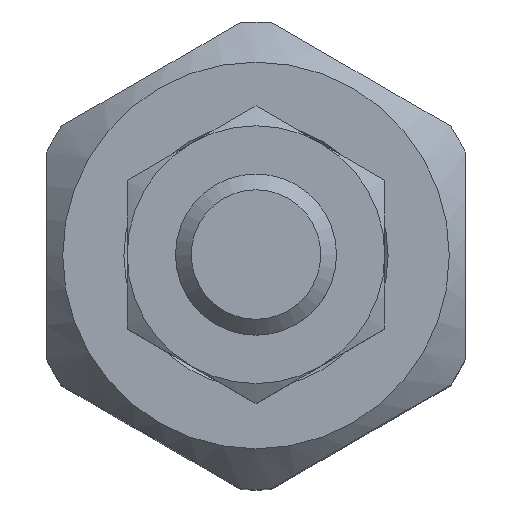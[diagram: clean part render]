
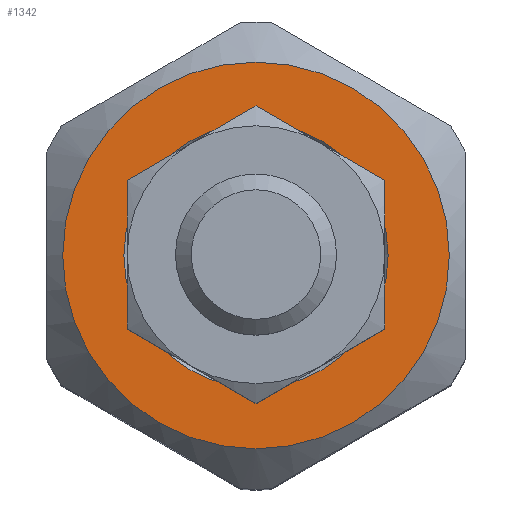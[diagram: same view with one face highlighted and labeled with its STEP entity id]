
A CAD part, top view. The second image highlights one B-rep face of the part: STEP entity #1342.
In plain terms, the highlighted planar face has unit normal (0, 0, 1).
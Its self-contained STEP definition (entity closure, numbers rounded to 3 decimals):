
#33=PLANE('',#1512);
#434=ORIENTED_EDGE('',*,*,#694,.F.);
#435=ORIENTED_EDGE('',*,*,#787,.T.);
#694=EDGE_CURVE('',#884,#884,#994,.T.);
#787=EDGE_CURVE('',#935,#935,#1027,.T.);
#884=VERTEX_POINT('',#2099);
#935=VERTEX_POINT('',#2384);
#994=CIRCLE('',#1445,6.);
#1027=CIRCLE('',#1511,4.1);
#1099=EDGE_LOOP('',(#434));
#1100=EDGE_LOOP('',(#435));
#1213=FACE_BOUND('',#1099,.T.);
#1214=FACE_BOUND('',#1100,.T.);
#1342=ADVANCED_FACE('',(#1213,#1214),#33,.F.);
#1445=AXIS2_PLACEMENT_3D('',#2098,#1652,#1653);
#1511=AXIS2_PLACEMENT_3D('',#2383,#1808,#1809);
#1512=AXIS2_PLACEMENT_3D('',#2385,#1810,#1811);
#1652=DIRECTION('',(0.,0.,-1.));
#1653=DIRECTION('',(-1.,0.,0.));
#1808=DIRECTION('',(0.,0.,-1.));
#1809=DIRECTION('',(-1.,0.,0.));
#1810=DIRECTION('',(0.,0.,-1.));
#1811=DIRECTION('',(-1.,0.,0.));
#2098=CARTESIAN_POINT('',(0.,0.,-3.1));
#2099=CARTESIAN_POINT('',(-6.,0.,-3.1));
#2383=CARTESIAN_POINT('',(0.,0.,-3.1));
#2384=CARTESIAN_POINT('',(-4.1,0.,-3.1));
#2385=CARTESIAN_POINT('',(0.,4.1,-3.1));
